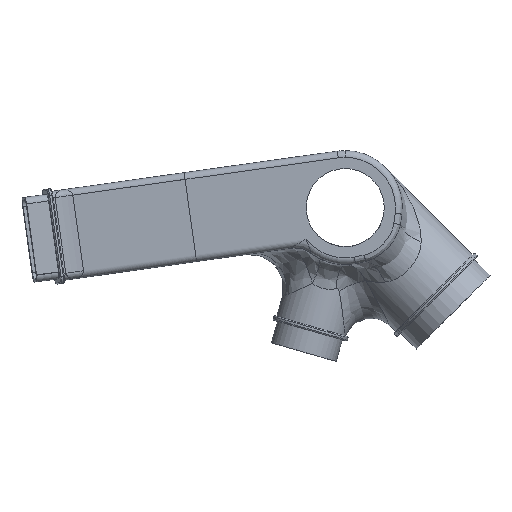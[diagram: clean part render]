
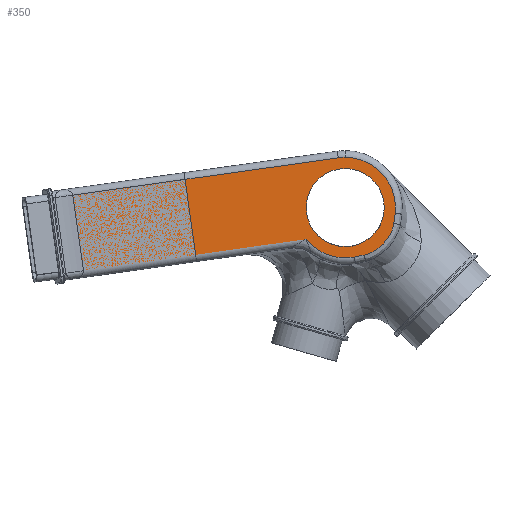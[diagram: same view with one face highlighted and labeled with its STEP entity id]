
A CAD part, front view. The second image highlights one B-rep face of the part: STEP entity #350.
In plain terms, the highlighted planar face has unit normal (0, -1, 0).
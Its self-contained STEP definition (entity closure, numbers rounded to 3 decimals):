
#335 = CARTESIAN_POINT ( 'NONE',  ( 6.98, -34., -21.485 ) ) ;
#336 = PLANE ( 'NONE',  #10230 ) ;
#350 = ADVANCED_FACE ( 'NONE', ( #12992, #7515 ), #336, .F. ) ;
#369 = VERTEX_POINT ( 'NONE', #15816 ) ;
#430 = ORIENTED_EDGE ( 'NONE', *, *, #2787, .T. ) ;
#796 = CARTESIAN_POINT ( 'NONE',  ( -17.433, -34., -14.066 ) ) ;
#997 = ORIENTED_EDGE ( 'NONE', *, *, #3337, .T. ) ;
#1042 = VERTEX_POINT ( 'NONE', #3764 ) ;
#1139 = CARTESIAN_POINT ( 'NONE',  ( 4.066, -34., -22.028 ) ) ;
#1425 = CARTESIAN_POINT ( 'NONE',  ( -116.702, -34., -28.121 ) ) ;
#1447 = B_SPLINE_CURVE_WITH_KNOTS ( 'NONE', 3,
 ( #17937, #10956, #12523, #18028, #15265, #2540, #11039, #9374, #4011, #16553, #18113, #15006, #3928, #9464, #5481, #2368, #16464, #7991, #6604, #13637, #9638, #12255 ),
 .UNSPECIFIED., .F., .F.,
 ( 4, 2, 2, 2, 2, 2, 2, 2, 2, 2, 4 ),
 ( 0., 0.003, 0.005, 0.008, 0.009, 0.01, 0.013, 0.014, 0.015, 0.018, 0.021 ),
 .UNSPECIFIED. ) ;
#1472 = ORIENTED_EDGE ( 'NONE', *, *, #9889, .T. ) ;
#1855 = ORIENTED_EDGE ( 'NONE', *, *, #13112, .T. ) ;
#2368 = CARTESIAN_POINT ( 'NONE',  ( 19.626, -34., -12.633 ) ) ;
#2540 = CARTESIAN_POINT ( 'NONE',  ( 13.876, -34., -18.8 ) ) ;
#2557 = ORIENTED_EDGE ( 'NONE', *, *, #14324, .F. ) ;
#2703 = CIRCLE ( 'NONE', #13910, 22.4 ) ;
#2787 = EDGE_CURVE ( 'NONE', #5938, #3266, #13621, .T. ) ;
#2920 = CARTESIAN_POINT ( 'NONE',  ( 22.251, -34., -2.582 ) ) ;
#3087 = CARTESIAN_POINT ( 'NONE',  ( 8.425, -34., -21.154 ) ) ;
#3187 = VERTEX_POINT ( 'NONE', #8975 ) ;
#3266 = VERTEX_POINT ( 'NONE', #6657 ) ;
#3337 = EDGE_CURVE ( 'NONE', #14002, #8340, #5742, .T. ) ;
#3742 = DIRECTION ( 'NONE',  ( 0.99, 0., 0.14 ) ) ;
#3764 = CARTESIAN_POINT ( 'NONE',  ( 0., -34., -17.399 ) ) ;
#3928 = CARTESIAN_POINT ( 'NONE',  ( 18.218, -34., -14.76 ) ) ;
#4011 = CARTESIAN_POINT ( 'NONE',  ( 15.885, -34., -17.232 ) ) ;
#4078 = B_SPLINE_CURVE_WITH_KNOTS ( 'NONE', 3,
 ( #6984, #4310, #9933, #2920 ),
 .UNSPECIFIED., .F., .F.,
 ( 4, 4 ),
 ( 0., 0.005 ),
 .UNSPECIFIED. ) ;
#4239 = DIRECTION ( 'NONE',  ( 0., 0., 1. ) ) ;
#4310 = CARTESIAN_POINT ( 'NONE',  ( 21.889, -34., -5.577 ) ) ;
#4663 = CARTESIAN_POINT ( 'NONE',  ( 0., -34., 0. ) ) ;
#4759 = DIRECTION ( 'NONE',  ( 0., 1., 0. ) ) ;
#4830 = ORIENTED_EDGE ( 'NONE', *, *, #9591, .T. ) ;
#4847 = DIRECTION ( 'NONE',  ( 0., 0., 1. ) ) ;
#4872 = VERTEX_POINT ( 'NONE', #7865 ) ;
#5131 = ORIENTED_EDGE ( 'NONE', *, *, #6167, .T. ) ;
#5220 = DIRECTION ( 'NONE',  ( 0., 0., 1. ) ) ;
#5481 = CARTESIAN_POINT ( 'NONE',  ( 19.184, -34., -13.364 ) ) ;
#5742 = CIRCLE ( 'NONE', #16060, 22.4 ) ;
#5938 = VERTEX_POINT ( 'NONE', #7708 ) ;
#5950 = DIRECTION ( 'NONE',  ( 0., 1., 0. ) ) ;
#6034 = CARTESIAN_POINT ( 'NONE',  ( 5.524, -34., -21.759 ) ) ;
#6167 = EDGE_CURVE ( 'NONE', #9970, #14002, #13712, .T. ) ;
#6604 = CARTESIAN_POINT ( 'NONE',  ( 20.746, -34., -10.338 ) ) ;
#6657 = CARTESIAN_POINT ( 'NONE',  ( -121.435, -34., 5.545 ) ) ;
#6972 = ORIENTED_EDGE ( 'NONE', *, *, #12301, .T. ) ;
#6984 = CARTESIAN_POINT ( 'NONE',  ( 21.637, -34., -7.065 ) ) ;
#7223 = DIRECTION ( 'NONE',  ( -0.139, 0., 0.99 ) ) ;
#7333 = AXIS2_PLACEMENT_3D ( 'NONE', #8253, #17845, #5220 ) ;
#7412 = LINE ( 'NONE', #11488, #15660 ) ;
#7513 = CARTESIAN_POINT ( 'NONE',  ( 4.066, -34., -22.028 ) ) ;
#7515 = FACE_OUTER_BOUND ( 'NONE', #12948, .T. ) ;
#7708 = CARTESIAN_POINT ( 'NONE',  ( -3.119, -34., 22.182 ) ) ;
#7865 = CARTESIAN_POINT ( 'NONE',  ( 0., -34., 22.4 ) ) ;
#7991 = CARTESIAN_POINT ( 'NONE',  ( 20.417, -34., -11.118 ) ) ;
#8150 = CARTESIAN_POINT ( 'NONE',  ( 21.637, -34., -7.065 ) ) ;
#8186 = CARTESIAN_POINT ( 'NONE',  ( 0., -34., 0. ) ) ;
#8253 = CARTESIAN_POINT ( 'NONE',  ( 0., -34., 0. ) ) ;
#8340 = VERTEX_POINT ( 'NONE', #1139 ) ;
#8869 = AXIS2_PLACEMENT_3D ( 'NONE', #14461, #4759, #15916 ) ;
#8975 = CARTESIAN_POINT ( 'NONE',  ( 8.425, -34., -21.154 ) ) ;
#9076 = VECTOR ( 'NONE', #15250, 1000. ) ;
#9364 = CARTESIAN_POINT ( 'NONE',  ( 1.61, -34., -11.37 ) ) ;
#9374 = CARTESIAN_POINT ( 'NONE',  ( 15.561, -34., -17.513 ) ) ;
#9464 = CARTESIAN_POINT ( 'NONE',  ( 18.951, -34., -13.72 ) ) ;
#9591 = EDGE_CURVE ( 'NONE', #4872, #5938, #2703, .T. ) ;
#9638 = CARTESIAN_POINT ( 'NONE',  ( 21.494, -34., -7.912 ) ) ;
#9662 = DIRECTION ( 'NONE',  ( 0., -1., 0. ) ) ;
#9889 = EDGE_CURVE ( 'NONE', #3187, #16148, #1447, .T. ) ;
#9891 = EDGE_CURVE ( 'NONE', #1042, #369, #12956, .T. ) ;
#9933 = CARTESIAN_POINT ( 'NONE',  ( 22.077, -34., -4.08 ) ) ;
#9970 = VERTEX_POINT ( 'NONE', #1425 ) ;
#10227 = B_SPLINE_CURVE_WITH_KNOTS ( 'NONE', 3,
 ( #7513, #6034, #335, #3087 ),
 .UNSPECIFIED., .F., .F.,
 ( 4, 4 ),
 ( 0., 0.004 ),
 .UNSPECIFIED. ) ;
#10230 = AXIS2_PLACEMENT_3D ( 'NONE', #4663, #5950, #4847 ) ;
#10738 = CARTESIAN_POINT ( 'NONE',  ( 0., -34., 0. ) ) ;
#10956 = CARTESIAN_POINT ( 'NONE',  ( 9.263, -34., -20.962 ) ) ;
#11035 = EDGE_CURVE ( 'NONE', #16148, #17277, #4078, .T. ) ;
#11039 = CARTESIAN_POINT ( 'NONE',  ( 14.569, -34., -18.315 ) ) ;
#11488 = CARTESIAN_POINT ( 'NONE',  ( -118.316, -34., -16.637 ) ) ;
#11708 = EDGE_CURVE ( 'NONE', #17277, #4872, #14444, .T. ) ;
#12255 = CARTESIAN_POINT ( 'NONE',  ( 21.637, -34., -7.065 ) ) ;
#12301 = EDGE_CURVE ( 'NONE', #8340, #3187, #10227, .T. ) ;
#12523 = CARTESIAN_POINT ( 'NONE',  ( 10.078, -34., -20.7 ) ) ;
#12704 = CIRCLE ( 'NONE', #8869, 17.399 ) ;
#12744 = DIRECTION ( 'NONE',  ( 0., -1., 0. ) ) ;
#12948 = EDGE_LOOP ( 'NONE', ( #430, #2557, #5131, #997, #6972, #1472, #14869, #13679, #4830 ) ) ;
#12956 = CIRCLE ( 'NONE', #7333, 17.399 ) ;
#12992 = FACE_BOUND ( 'NONE', #13518, .T. ) ;
#13112 = EDGE_CURVE ( 'NONE', #369, #1042, #12704, .T. ) ;
#13518 = EDGE_LOOP ( 'NONE', ( #1855, #15175 ) ) ;
#13621 = LINE ( 'NONE', #18011, #9076 ) ;
#13637 = CARTESIAN_POINT ( 'NONE',  ( 21.285, -34., -8.735 ) ) ;
#13679 = ORIENTED_EDGE ( 'NONE', *, *, #11708, .T. ) ;
#13689 = DIRECTION ( 'NONE',  ( 0., -1., 0. ) ) ;
#13712 = LINE ( 'NONE', #9364, #15783 ) ;
#13860 = DIRECTION ( 'NONE',  ( 0., 0., 1. ) ) ;
#13910 = AXIS2_PLACEMENT_3D ( 'NONE', #16865, #12744, #4239 ) ;
#14002 = VERTEX_POINT ( 'NONE', #796 ) ;
#14324 = EDGE_CURVE ( 'NONE', #9970, #3266, #7412, .T. ) ;
#14444 = CIRCLE ( 'NONE', #17072, 22.4 ) ;
#14461 = CARTESIAN_POINT ( 'NONE',  ( 0., -34., 0. ) ) ;
#14869 = ORIENTED_EDGE ( 'NONE', *, *, #11035, .T. ) ;
#15006 = CARTESIAN_POINT ( 'NONE',  ( 17.683, -34., -15.417 ) ) ;
#15175 = ORIENTED_EDGE ( 'NONE', *, *, #9891, .T. ) ;
#15250 = DIRECTION ( 'NONE',  ( -0.99, 0., -0.139 ) ) ;
#15265 = CARTESIAN_POINT ( 'NONE',  ( 12.425, -34., -19.667 ) ) ;
#15660 = VECTOR ( 'NONE', #7223, 1000. ) ;
#15783 = VECTOR ( 'NONE', #3742, 1000. ) ;
#15816 = CARTESIAN_POINT ( 'NONE',  ( 0., -34., 17.399 ) ) ;
#15916 = DIRECTION ( 'NONE',  ( 0., 0., 1. ) ) ;
#16060 = AXIS2_PLACEMENT_3D ( 'NONE', #10738, #13689, #13860 ) ;
#16148 = VERTEX_POINT ( 'NONE', #8150 ) ;
#16464 = CARTESIAN_POINT ( 'NONE',  ( 19.835, -34., -12.257 ) ) ;
#16553 = CARTESIAN_POINT ( 'NONE',  ( 16.511, -34., -16.649 ) ) ;
#16865 = CARTESIAN_POINT ( 'NONE',  ( 0., -34., 0. ) ) ;
#17072 = AXIS2_PLACEMENT_3D ( 'NONE', #8186, #9662, #18231 ) ;
#17277 = VERTEX_POINT ( 'NONE', #17492 ) ;
#17492 = CARTESIAN_POINT ( 'NONE',  ( 22.251, -34., -2.582 ) ) ;
#17845 = DIRECTION ( 'NONE',  ( 0., 1., 0. ) ) ;
#17937 = CARTESIAN_POINT ( 'NONE',  ( 8.425, -34., -21.154 ) ) ;
#18011 = CARTESIAN_POINT ( 'NONE',  ( -3.119, -34., 22.182 ) ) ;
#18028 = CARTESIAN_POINT ( 'NONE',  ( 11.667, -34., -20.05 ) ) ;
#18113 = CARTESIAN_POINT ( 'NONE',  ( 16.813, -34., -16.348 ) ) ;
#18231 = DIRECTION ( 'NONE',  ( 0., 0., 1. ) ) ;
